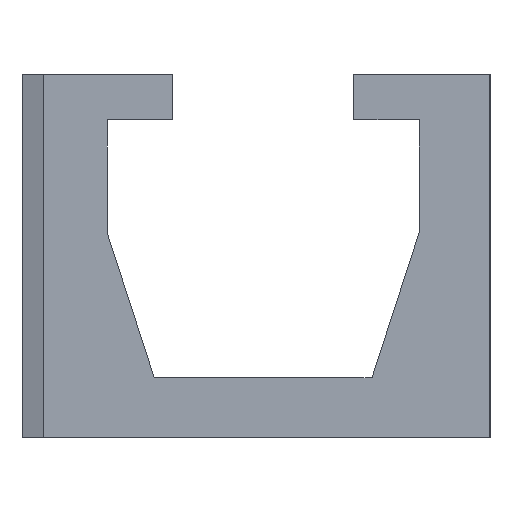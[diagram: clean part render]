
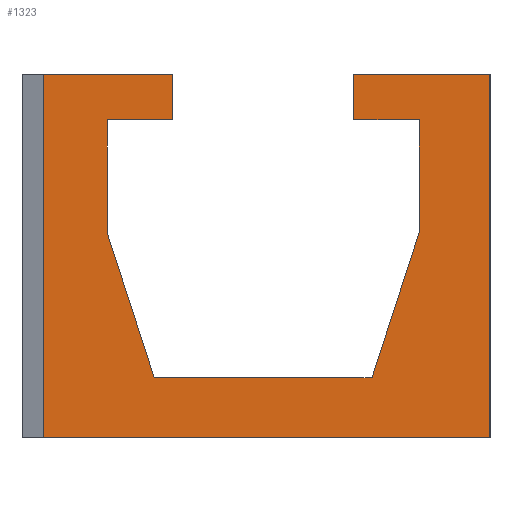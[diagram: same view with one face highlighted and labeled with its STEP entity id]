
A CAD part, left-side view. The second image highlights one B-rep face of the part: STEP entity #1323.
In plain terms, the highlighted planar face has unit normal (-1, 0, 0).
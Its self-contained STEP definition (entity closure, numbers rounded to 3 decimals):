
#37 = CARTESIAN_POINT ( 'NONE',  ( -20., 6.815, -8.7 ) ) ;
#51 = LINE ( 'NONE', #2620, #454 ) ;
#104 = EDGE_CURVE ( 'NONE', #728, #4682, #1606, .T. ) ;
#170 = CARTESIAN_POINT ( 'NONE',  ( -20., 3.215, 0. ) ) ;
#188 = LINE ( 'NONE', #4341, #2369 ) ;
#204 = VERTEX_POINT ( 'NONE', #4701 ) ;
#281 = VERTEX_POINT ( 'NONE', #1096 ) ;
#320 = VECTOR ( 'NONE', #3079, 1000. ) ;
#372 = ORIENTED_EDGE ( 'NONE', *, *, #1704, .F. ) ;
#391 = CARTESIAN_POINT ( 'NONE',  ( -20., -11.95, -3.884 ) ) ;
#396 = VECTOR ( 'NONE', #2528, 1000. ) ;
#413 = CARTESIAN_POINT ( 'NONE',  ( -20., 10.325, -20. ) ) ;
#425 = CARTESIAN_POINT ( 'NONE',  ( -20., 0., -20. ) ) ;
#438 = EDGE_CURVE ( 'NONE', #1062, #3231, #1491, .T. ) ;
#439 = DIRECTION ( 'NONE',  ( 0., 1., 0. ) ) ;
#454 = VECTOR ( 'NONE', #1566, 1000. ) ;
#470 = EDGE_CURVE ( 'NONE', #3254, #2271, #51, .T. ) ;
#521 = CARTESIAN_POINT ( 'NONE',  ( -20., 3.215, -2.5 ) ) ;
#548 = LINE ( 'NONE', #647, #2124 ) ;
#555 = VECTOR ( 'NONE', #1237, 1000. ) ;
#647 = CARTESIAN_POINT ( 'NONE',  ( -20., 0., -16.7 ) ) ;
#714 = VERTEX_POINT ( 'NONE', #170 ) ;
#728 = VERTEX_POINT ( 'NONE', #2487 ) ;
#745 = ORIENTED_EDGE ( 'NONE', *, *, #3807, .T. ) ;
#752 = VERTEX_POINT ( 'NONE', #521 ) ;
#805 = CARTESIAN_POINT ( 'NONE',  ( -20., -10.385, 0. ) ) ;
#813 = CARTESIAN_POINT ( 'NONE',  ( -20., -6.785, -2.5 ) ) ;
#955 = CARTESIAN_POINT ( 'NONE',  ( -20., 3.215, 0. ) ) ;
#1049 = CARTESIAN_POINT ( 'NONE',  ( -20., -7.785, -16.7 ) ) ;
#1062 = VERTEX_POINT ( 'NONE', #3183 ) ;
#1091 = ORIENTED_EDGE ( 'NONE', *, *, #438, .T. ) ;
#1096 = CARTESIAN_POINT ( 'NONE',  ( -20., 4.215, -16.7 ) ) ;
#1098 = VECTOR ( 'NONE', #2154, 1000. ) ;
#1237 = DIRECTION ( 'NONE',  ( 0., 1., 0. ) ) ;
#1323 = ADVANCED_FACE ( 'NONE', ( #2747 ), #4578, .F. ) ;
#1385 = ORIENTED_EDGE ( 'NONE', *, *, #470, .F. ) ;
#1426 = CARTESIAN_POINT ( 'NONE',  ( -20., -10.385, -8.7 ) ) ;
#1487 = ORIENTED_EDGE ( 'NONE', *, *, #104, .F. ) ;
#1491 = LINE ( 'NONE', #805, #4788 ) ;
#1561 = LINE ( 'NONE', #425, #396 ) ;
#1566 = DIRECTION ( 'NONE',  ( 0., 0., -1. ) ) ;
#1571 = CARTESIAN_POINT ( 'NONE',  ( -20., 8.721, -2.834 ) ) ;
#1606 = LINE ( 'NONE', #2287, #3915 ) ;
#1704 = EDGE_CURVE ( 'NONE', #281, #4775, #548, .T. ) ;
#1707 = LINE ( 'NONE', #2865, #1098 ) ;
#1814 = ORIENTED_EDGE ( 'NONE', *, *, #4844, .T. ) ;
#1837 = DIRECTION ( 'NONE',  ( 0., 1., 0. ) ) ;
#1912 = DIRECTION ( 'NONE',  ( 0., 0., -1. ) ) ;
#2038 = CARTESIAN_POINT ( 'NONE',  ( -20., -14.285, -20. ) ) ;
#2063 = VECTOR ( 'NONE', #4602, 1000. ) ;
#2101 = DIRECTION ( 'NONE',  ( 0., -1., 0. ) ) ;
#2124 = VECTOR ( 'NONE', #2101, 1000. ) ;
#2154 = DIRECTION ( 'NONE',  ( 0., 1., 0. ) ) ;
#2157 = DIRECTION ( 'NONE',  ( 0., 0., 1. ) ) ;
#2181 = CARTESIAN_POINT ( 'NONE',  ( -20., 6.815, -2.5 ) ) ;
#2230 = EDGE_CURVE ( 'NONE', #1062, #3039, #3479, .T. ) ;
#2251 = DIRECTION ( 'NONE',  ( 0., 0., -1. ) ) ;
#2271 = VERTEX_POINT ( 'NONE', #37 ) ;
#2287 = CARTESIAN_POINT ( 'NONE',  ( -20., -14.285, 0. ) ) ;
#2333 = CARTESIAN_POINT ( 'NONE',  ( -20., 0., 0. ) ) ;
#2365 = ORIENTED_EDGE ( 'NONE', *, *, #3056, .T. ) ;
#2369 = VECTOR ( 'NONE', #2157, 1000. ) ;
#2404 = EDGE_CURVE ( 'NONE', #3039, #204, #188, .T. ) ;
#2458 = DIRECTION ( 'NONE',  ( 0., 0., -1. ) ) ;
#2487 = CARTESIAN_POINT ( 'NONE',  ( -20., -14.285, 0. ) ) ;
#2528 = DIRECTION ( 'NONE',  ( 0., -1., 0. ) ) ;
#2542 = DIRECTION ( 'NONE',  ( 0., -0.309, 0.951 ) ) ;
#2585 = ORIENTED_EDGE ( 'NONE', *, *, #2404, .F. ) ;
#2620 = CARTESIAN_POINT ( 'NONE',  ( -20., 6.815, 0. ) ) ;
#2680 = ORIENTED_EDGE ( 'NONE', *, *, #2230, .F. ) ;
#2747 = FACE_OUTER_BOUND ( 'NONE', #4613, .T. ) ;
#2794 = ORIENTED_EDGE ( 'NONE', *, *, #3602, .F. ) ;
#2865 = CARTESIAN_POINT ( 'NONE',  ( -20., 10.325, 0. ) ) ;
#2917 = VECTOR ( 'NONE', #439, 1000. ) ;
#3013 = ORIENTED_EDGE ( 'NONE', *, *, #3023, .T. ) ;
#3023 = EDGE_CURVE ( 'NONE', #3095, #4726, #4240, .T. ) ;
#3039 = VERTEX_POINT ( 'NONE', #813 ) ;
#3056 = EDGE_CURVE ( 'NONE', #714, #3095, #3821, .T. ) ;
#3079 = DIRECTION ( 'NONE',  ( 0., 0., -1. ) ) ;
#3095 = VERTEX_POINT ( 'NONE', #4662 ) ;
#3108 = CARTESIAN_POINT ( 'NONE',  ( -20., 0., -2.5 ) ) ;
#3175 = LINE ( 'NONE', #955, #4092 ) ;
#3183 = CARTESIAN_POINT ( 'NONE',  ( -20., -10.385, -2.5 ) ) ;
#3231 = VERTEX_POINT ( 'NONE', #1426 ) ;
#3242 = EDGE_CURVE ( 'NONE', #752, #3254, #4058, .T. ) ;
#3254 = VERTEX_POINT ( 'NONE', #2181 ) ;
#3479 = LINE ( 'NONE', #3108, #555 ) ;
#3494 = DIRECTION ( 'NONE',  ( 1., 0., 0. ) ) ;
#3602 = EDGE_CURVE ( 'NONE', #714, #752, #3175, .T. ) ;
#3691 = ORIENTED_EDGE ( 'NONE', *, *, #3976, .F. ) ;
#3771 = LINE ( 'NONE', #391, #4020 ) ;
#3807 = EDGE_CURVE ( 'NONE', #728, #204, #1707, .T. ) ;
#3821 = LINE ( 'NONE', #4216, #2917 ) ;
#3915 = VECTOR ( 'NONE', #4133, 1000. ) ;
#3976 = EDGE_CURVE ( 'NONE', #4775, #3231, #3771, .T. ) ;
#4020 = VECTOR ( 'NONE', #2542, 1000. ) ;
#4051 = ORIENTED_EDGE ( 'NONE', *, *, #4529, .T. ) ;
#4058 = LINE ( 'NONE', #4796, #4815 ) ;
#4092 = VECTOR ( 'NONE', #2458, 1000. ) ;
#4133 = DIRECTION ( 'NONE',  ( 0., 0., -1. ) ) ;
#4216 = CARTESIAN_POINT ( 'NONE',  ( -20., 10.325, 0. ) ) ;
#4240 = LINE ( 'NONE', #413, #320 ) ;
#4266 = LINE ( 'NONE', #1571, #2063 ) ;
#4338 = ORIENTED_EDGE ( 'NONE', *, *, #3242, .F. ) ;
#4341 = CARTESIAN_POINT ( 'NONE',  ( -20., -6.785, 0. ) ) ;
#4424 = CARTESIAN_POINT ( 'NONE',  ( -20., 10.325, -20. ) ) ;
#4529 = EDGE_CURVE ( 'NONE', #281, #2271, #4266, .T. ) ;
#4578 = PLANE ( 'NONE',  #4647 ) ;
#4602 = DIRECTION ( 'NONE',  ( 0., 0.309, 0.951 ) ) ;
#4613 = EDGE_LOOP ( 'NONE', ( #2585, #2680, #1091, #3691, #372, #4051, #1385, #4338, #2794, #2365, #3013, #1814, #1487, #745 ) ) ;
#4647 = AXIS2_PLACEMENT_3D ( 'NONE', #2333, #3494, #1912 ) ;
#4662 = CARTESIAN_POINT ( 'NONE',  ( -20., 10.325, 0. ) ) ;
#4682 = VERTEX_POINT ( 'NONE', #2038 ) ;
#4701 = CARTESIAN_POINT ( 'NONE',  ( -20., -6.785, 0. ) ) ;
#4726 = VERTEX_POINT ( 'NONE', #4424 ) ;
#4775 = VERTEX_POINT ( 'NONE', #1049 ) ;
#4788 = VECTOR ( 'NONE', #2251, 1000. ) ;
#4796 = CARTESIAN_POINT ( 'NONE',  ( -20., 0., -2.5 ) ) ;
#4815 = VECTOR ( 'NONE', #1837, 1000. ) ;
#4844 = EDGE_CURVE ( 'NONE', #4726, #4682, #1561, .T. ) ;
